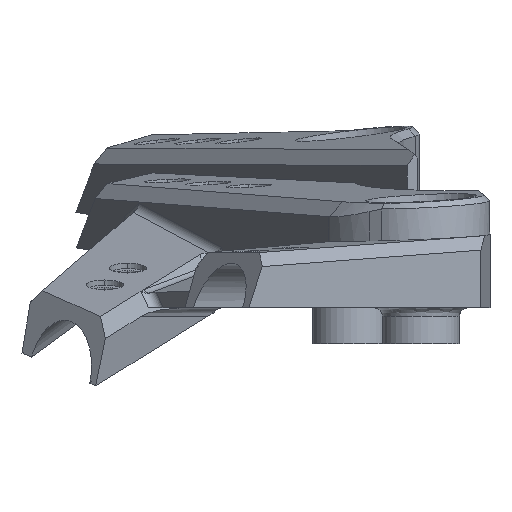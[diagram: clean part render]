
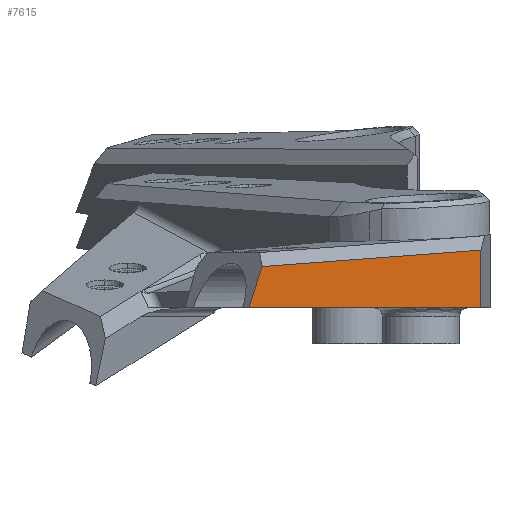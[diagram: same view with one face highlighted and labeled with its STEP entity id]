
A CAD part, left-side view. The second image highlights one B-rep face of the part: STEP entity #7615.
In plain terms, the highlighted planar face has unit normal (-0.667, -0.745, 0).
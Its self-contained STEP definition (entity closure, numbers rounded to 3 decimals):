
#212 = EDGE_CURVE ( 'NONE', #2004, #5145, #11876, .T. ) ;
#357 = EDGE_CURVE ( 'NONE', #6054, #5145, #12326, .T. ) ;
#1838 = VERTEX_POINT ( 'NONE', #7881 ) ;
#2004 = VERTEX_POINT ( 'NONE', #2149 ) ;
#2149 = CARTESIAN_POINT ( 'NONE',  ( -928.79, 453.856, 135.168 ) ) ;
#2285 = EDGE_CURVE ( 'NONE', #1838, #6054, #3435, .T. ) ;
#3326 = DIRECTION ( 'NONE',  ( 0., 0., -1. ) ) ;
#3435 = LINE ( 'NONE', #11648, #5113 ) ;
#3884 = CARTESIAN_POINT ( 'NONE',  ( -928.79, 453.856, 114.3 ) ) ;
#4075 = AXIS2_PLACEMENT_3D ( 'NONE', #8605, #8592, #8567 ) ;
#4249 = ORIENTED_EDGE ( 'NONE', *, *, #2285, .T. ) ;
#4682 = ORIENTED_EDGE ( 'NONE', *, *, #10840, .T. ) ;
#5113 = VECTOR ( 'NONE', #7054, 1000. ) ;
#5145 = VERTEX_POINT ( 'NONE', #3884 ) ;
#5455 = ORIENTED_EDGE ( 'NONE', *, *, #212, .F. ) ;
#5772 = FACE_OUTER_BOUND ( 'NONE', #9088, .T. ) ;
#5784 = ORIENTED_EDGE ( 'NONE', *, *, #357, .T. ) ;
#6054 = VERTEX_POINT ( 'NONE', #7597 ) ;
#6149 = DIRECTION ( 'NONE',  ( -0.744, 0.667, -0.05 ) ) ;
#6218 = CARTESIAN_POINT ( 'NONE',  ( -928.79, 453.856, 135.168 ) ) ;
#7054 = DIRECTION ( 'NONE',  ( -0.327, 0.293, -0.898 ) ) ;
#7239 = CARTESIAN_POINT ( 'NONE',  ( -1022.423, 537.771, 114.3 ) ) ;
#7597 = CARTESIAN_POINT ( 'NONE',  ( -1022.423, 537.771, 114.3 ) ) ;
#7615 = ADVANCED_FACE ( 'NONE', ( #5772 ), #8842, .T. ) ;
#7881 = CARTESIAN_POINT ( 'NONE',  ( -1016.982, 532.895, 129.247 ) ) ;
#8002 = LINE ( 'NONE', #6218, #8027 ) ;
#8027 = VECTOR ( 'NONE', #6149, 1000. ) ;
#8452 = CARTESIAN_POINT ( 'NONE',  ( -928.79, 453.856, -51.223 ) ) ;
#8567 = DIRECTION ( 'NONE',  ( 0.745, -0.667, 0. ) ) ;
#8592 = DIRECTION ( 'NONE',  ( -0.667, -0.745, 0. ) ) ;
#8605 = CARTESIAN_POINT ( 'NONE',  ( -1015.143, 531.246, -51.223 ) ) ;
#8831 = DIRECTION ( 'NONE',  ( 0.745, -0.667, 0. ) ) ;
#8842 = PLANE ( 'NONE',  #4075 ) ;
#9088 = EDGE_LOOP ( 'NONE', ( #5455, #4682, #4249, #5784 ) ) ;
#10840 = EDGE_CURVE ( 'NONE', #2004, #1838, #8002, .T. ) ;
#11648 = CARTESIAN_POINT ( 'NONE',  ( -1016.982, 532.895, 129.247 ) ) ;
#11788 = VECTOR ( 'NONE', #3326, 1000. ) ;
#11876 = LINE ( 'NONE', #8452, #11788 ) ;
#12326 = LINE ( 'NONE', #7239, #12349 ) ;
#12349 = VECTOR ( 'NONE', #8831, 1000. ) ;
